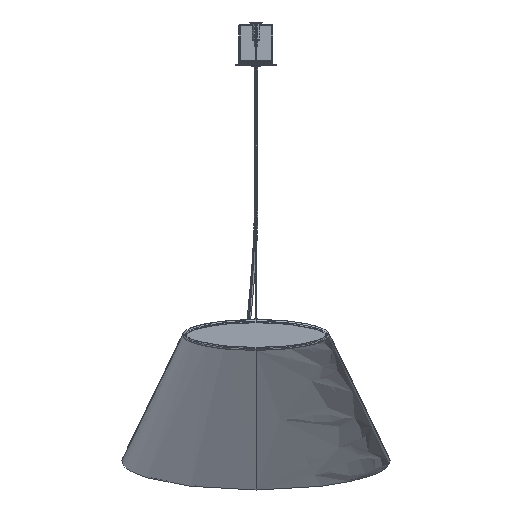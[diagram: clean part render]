
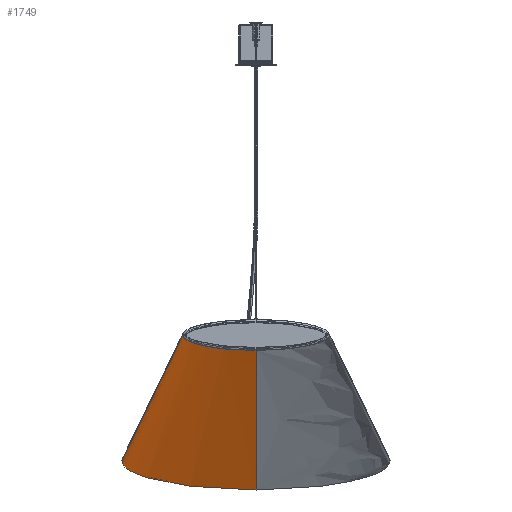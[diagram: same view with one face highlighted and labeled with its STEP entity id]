
A CAD part, left-side view. The second image highlights one B-rep face of the part: STEP entity #1749.
In plain terms, the highlighted free-form (B-spline) face has degree [1, 2] with [2, 3] control points.
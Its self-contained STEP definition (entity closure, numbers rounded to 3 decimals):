
#1749=ADVANCED_FACE('',(#3460),#26928,.T.);
#3460=FACE_OUTER_BOUND('',#5329,.T.);
#5329=EDGE_LOOP('',(#12647,#12648,#12649,#12650));
#12647=ORIENTED_EDGE('',*,*,#17702,.F.);
#12648=ORIENTED_EDGE('',*,*,#17700,.F.);
#12649=ORIENTED_EDGE('',*,*,#17701,.F.);
#12650=ORIENTED_EDGE('',*,*,#17699,.F.);
#17699=EDGE_CURVE('',#24957,#24958,#22469,.T.);
#17700=EDGE_CURVE('',#24960,#24959,#22470,.T.);
#17701=EDGE_CURVE('',#24958,#24960,#22471,.T.);
#17702=EDGE_CURVE('',#24959,#24957,#20821,.T.);
#20821=B_SPLINE_CURVE_WITH_KNOTS('',3,(#60129,#60130,#60131,#60132,#60133,
#60134,#60135,#60136,#60137,#60138,#60139,#60140,#60141,#60142,#60143,#60144),
 .UNSPECIFIED.,.F.,.F.,(4,2,2,2,2,2,2,4),(0.,4.154,8.308,
16.615,33.23,66.461,99.691,132.922),
 .UNSPECIFIED.);
#22469=(
BOUNDED_CURVE()
B_SPLINE_CURVE(1,(#60122,#60123),.UNSPECIFIED.,.F.,.F.)
B_SPLINE_CURVE_WITH_KNOTS((2,2),(-1244.192,0.),.UNSPECIFIED.)
CURVE()
GEOMETRIC_REPRESENTATION_ITEM()
RATIONAL_B_SPLINE_CURVE((1.,1.))
REPRESENTATION_ITEM('')
);
#22470=(
BOUNDED_CURVE()
B_SPLINE_CURVE(1,(#60124,#60125),.UNSPECIFIED.,.F.,.F.)
B_SPLINE_CURVE_WITH_KNOTS((2,2),(-1243.758,0.),.UNSPECIFIED.)
CURVE()
GEOMETRIC_REPRESENTATION_ITEM()
RATIONAL_B_SPLINE_CURVE((1.,1.))
REPRESENTATION_ITEM('')
);
#22471=(
BOUNDED_CURVE()
B_SPLINE_CURVE(2,(#60126,#60127,#60128),.UNSPECIFIED.,.F.,.F.)
B_SPLINE_CURVE_WITH_KNOTS((3,3),(-280.,0.),.UNSPECIFIED.)
CURVE()
GEOMETRIC_REPRESENTATION_ITEM()
RATIONAL_B_SPLINE_CURVE((1.,0.707,1.))
REPRESENTATION_ITEM('')
);
#24957=VERTEX_POINT('',#58844);
#24958=VERTEX_POINT('',#58845);
#24959=VERTEX_POINT('',#58846);
#24960=VERTEX_POINT('',#58847);
#26928=(
BOUNDED_SURFACE()
B_SPLINE_SURFACE(1,2,((#53834,#53835,#53836),(#53837,#53838,#53839)),
 .UNSPECIFIED.,.F.,.F.,.F.)
B_SPLINE_SURFACE_WITH_KNOTS((2,2),(3,3),(0.,1257.792),(0.,
280.),.UNSPECIFIED.)
GEOMETRIC_REPRESENTATION_ITEM()
RATIONAL_B_SPLINE_SURFACE(((1.,0.707,1.),(1.,
0.707,1.)))
REPRESENTATION_ITEM('')
SURFACE()
);
#53834=CARTESIAN_POINT('',(-1229.984,125.,267.758));
#53835=CARTESIAN_POINT('',(-1229.984,125.,241.158));
#53836=CARTESIAN_POINT('',(-1229.984,0.,241.158));
#53837=CARTESIAN_POINT('',(0.,230.,50.));
#53838=CARTESIAN_POINT('',(0.,230.,0.));
#53839=CARTESIAN_POINT('',(0.,0.,0.));
#58844=CARTESIAN_POINT('',(-1220.946,0.,239.386));
#58845=CARTESIAN_POINT('',(0.,0.,0.));
#58846=CARTESIAN_POINT('',(-1220.409,125.817,266.062));
#58847=CARTESIAN_POINT('',(0.,230.,50.));
#60122=CARTESIAN_POINT('',(-1220.946,0.,239.386));
#60123=CARTESIAN_POINT('',(0.,0.,0.));
#60124=CARTESIAN_POINT('',(0.,230.,50.));
#60125=CARTESIAN_POINT('',(-1220.409,125.817,266.062));
#60126=CARTESIAN_POINT('',(0.,0.,0.));
#60127=CARTESIAN_POINT('',(0.,230.,0.));
#60128=CARTESIAN_POINT('',(0.,230.,50.));
#60129=CARTESIAN_POINT('',(-1220.409,125.817,266.062));
#60130=CARTESIAN_POINT('',(-1220.624,125.799,264.7));
#60131=CARTESIAN_POINT('',(-1220.766,125.222,263.333));
#60132=CARTESIAN_POINT('',(-1220.9,123.585,261.038));
#60133=CARTESIAN_POINT('',(-1220.92,122.57,260.081));
#60134=CARTESIAN_POINT('',(-1220.965,119.262,257.471));
#60135=CARTESIAN_POINT('',(-1220.965,116.82,256.16));
#60136=CARTESIAN_POINT('',(-1220.97,109.26,252.655));
#60137=CARTESIAN_POINT('',(-1220.965,103.947,250.979));
#60138=CARTESIAN_POINT('',(-1220.958,87.971,246.681));
#60139=CARTESIAN_POINT('',(-1220.955,77.046,244.822));
#60140=CARTESIAN_POINT('',(-1220.95,55.123,241.939));
#60141=CARTESIAN_POINT('',(-1220.948,44.13,240.971));
#60142=CARTESIAN_POINT('',(-1220.946,22.098,239.69));
#60143=CARTESIAN_POINT('',(-1220.946,11.06,239.386));
#60144=CARTESIAN_POINT('',(-1220.946,0.,239.386));
